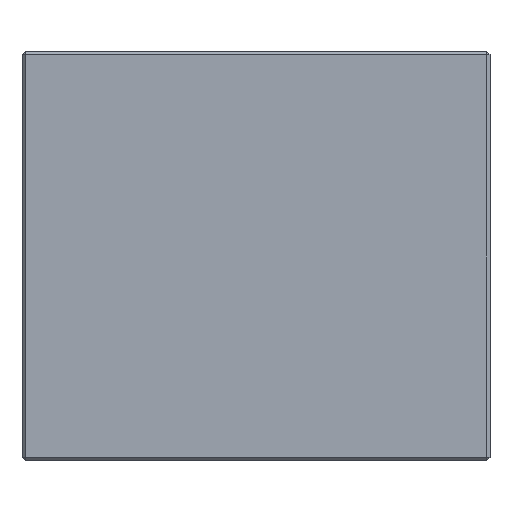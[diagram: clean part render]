
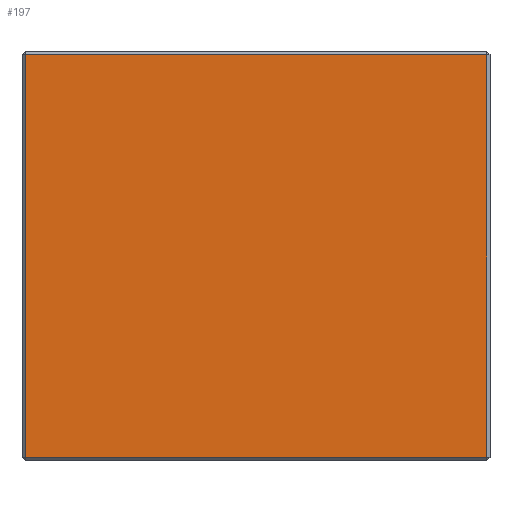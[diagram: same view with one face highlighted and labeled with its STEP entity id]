
A CAD part, front view. The second image highlights one B-rep face of the part: STEP entity #197.
In plain terms, the highlighted planar face has unit normal (0, -1, 0).
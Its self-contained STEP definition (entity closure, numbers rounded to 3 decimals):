
#170=FACE_OUTER_BOUND('',#561,.T.);
#197=ADVANCED_FACE('',(#170),#282,.F.);
#282=PLANE('',#1197);
#317=LINE('',#1723,#365);
#318=LINE('',#1726,#366);
#319=LINE('',#1728,#367);
#320=LINE('',#1730,#368);
#365=VECTOR('',#1374,1.);
#366=VECTOR('',#1375,1.);
#367=VECTOR('',#1376,1.);
#368=VECTOR('',#1377,1.);
#561=EDGE_LOOP('',(#712,#713,#714,#715));
#712=ORIENTED_EDGE('',*,*,#1033,.T.);
#713=ORIENTED_EDGE('',*,*,#1034,.T.);
#714=ORIENTED_EDGE('',*,*,#1035,.T.);
#715=ORIENTED_EDGE('',*,*,#1036,.T.);
#932=VERTEX_POINT('',#1724);
#933=VERTEX_POINT('',#1725);
#934=VERTEX_POINT('',#1727);
#935=VERTEX_POINT('',#1729);
#1033=EDGE_CURVE('',#932,#933,#317,.T.);
#1034=EDGE_CURVE('',#933,#934,#318,.T.);
#1035=EDGE_CURVE('',#934,#935,#319,.T.);
#1036=EDGE_CURVE('',#935,#932,#320,.T.);
#1197=AXIS2_PLACEMENT_3D('',#1731,#1378,#1379);
#1374=DIRECTION('',(0.,0.,-1.));
#1375=DIRECTION('',(1.,0.,0.));
#1376=DIRECTION('',(0.,0.,1.));
#1377=DIRECTION('',(-1.,0.,0.));
#1378=DIRECTION('',(0.,1.,0.));
#1379=DIRECTION('',(0.,0.,1.));
#1723=CARTESIAN_POINT('',(-138.,-122.5,122.5));
#1724=CARTESIAN_POINT('',(-138.,-122.5,120.5));
#1725=CARTESIAN_POINT('',(-138.,-122.5,-120.5));
#1726=CARTESIAN_POINT('',(140.,-122.5,-120.5));
#1727=CARTESIAN_POINT('',(138.,-122.5,-120.5));
#1728=CARTESIAN_POINT('',(138.,-122.5,122.5));
#1729=CARTESIAN_POINT('',(138.,-122.5,120.5));
#1730=CARTESIAN_POINT('',(140.,-122.5,120.5));
#1731=CARTESIAN_POINT('',(140.,-122.5,122.5));
